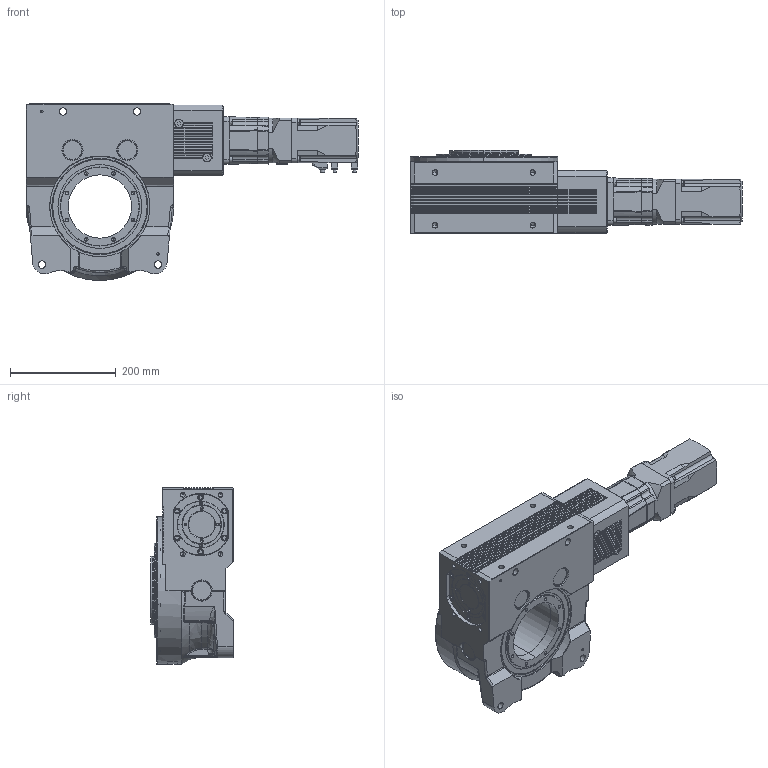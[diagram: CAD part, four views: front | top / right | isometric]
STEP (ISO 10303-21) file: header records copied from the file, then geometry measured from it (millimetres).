
FILE_DESCRIPTION (( 'STEP AP203' ), '1' );
FILE_NAME ('RGV129V4532X000.STEP', '2023-06-29T13:25:22', ( '' ), ( '' ), 'SwSTEP 2.0', 'SolidWorks 2021', '' );
FILE_SCHEMA (( 'CONFIG_CONTROL_DESIGN' ));
Length unit declared in the file: millimetre
Products named in the file (1): RGV129V4532X000
Bounding box: 629 x 157 x 335.05 mm (x, y, z)
Volume: 12550663.2 mm3; surface area: 857628.5 mm2
Topology: 14 solids, 14 shells, 2843 faces, 7039 edges, 4394 vertices
Faces by surface type: plane 1192, cylinder 960, cone 446, bspline 245
Entity records: 98064 total; most frequent: CARTESIAN_POINT 31529, DIRECTION 13829, ORIENTED_EDGE 13750, EDGE_CURVE 6875, AXIS2_PLACEMENT_3D 5009, VERTEX_POINT 4394, LINE 3811, VECTOR 3811
